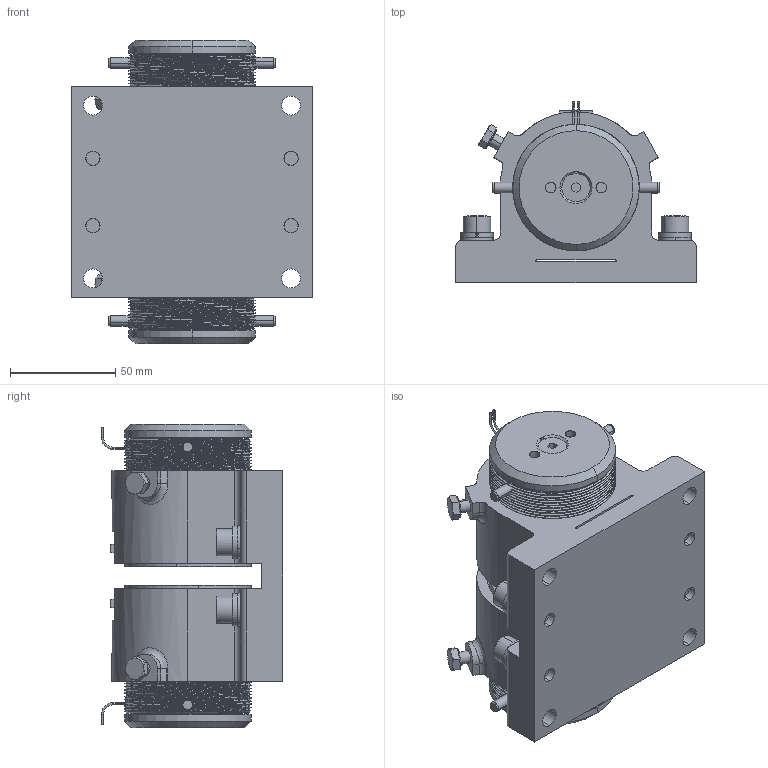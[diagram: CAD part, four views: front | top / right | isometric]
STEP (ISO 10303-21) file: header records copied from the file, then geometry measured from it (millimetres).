
FILE_DESCRIPTION (( 'STEP AP203' ), '1' );
FILE_NAME ('PGDB-20(Web—p).STEP', '2025-12-16T07:19:56', ( '' ), ( '' ), 'SwSTEP 2.0', 'SolidWorks 2024', '' );
FILE_SCHEMA (( 'CONFIG_CONTROL_DESIGN' ));
Products named in the file (1): PGDB-20(Web用)
Bounding box: 114 x 86 x 144 mm (x, y, z)
Volume: 622727.4 mm3; surface area: 115619.2 mm2
Topology: 1 solids, 1 shells, 679 faces, 1738 edges, 1093 vertices
Faces by surface type: cylinder 256, plane 226, cone 97, bspline 72, torus 28
Entity records: 90608 total; most frequent: CARTESIAN_POINT 74911, ORIENTED_EDGE 3460, DIRECTION 3067, EDGE_CURVE 1730, AXIS2_PLACEMENT_3D 1217, VERTEX_POINT 1093, EDGE_LOOP 751, ADVANCED_FACE 679
